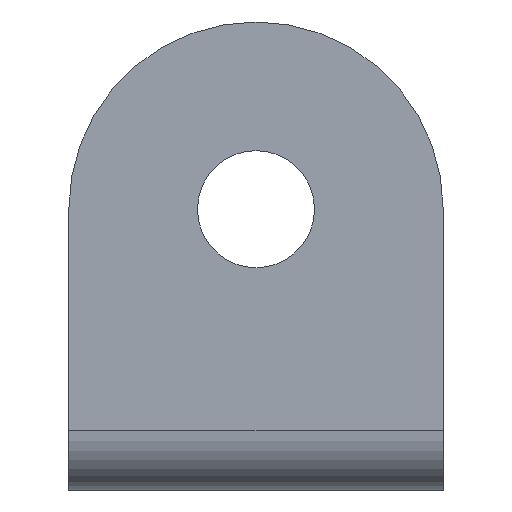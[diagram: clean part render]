
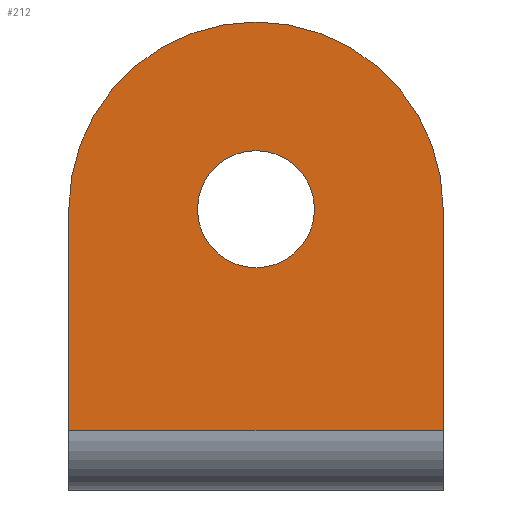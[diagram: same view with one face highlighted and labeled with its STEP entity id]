
A CAD part, front view. The second image highlights one B-rep face of the part: STEP entity #212.
In plain terms, the highlighted planar face has unit normal (0, -1, 0).
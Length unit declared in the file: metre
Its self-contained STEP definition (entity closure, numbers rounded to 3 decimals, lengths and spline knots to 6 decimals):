
#26=CIRCLE('',#246,0.008);
#27=CIRCLE('',#247,0.0025);
#52=ORIENTED_EDGE('',*,*,#99,.T.);
#53=ORIENTED_EDGE('',*,*,#106,.T.);
#54=ORIENTED_EDGE('',*,*,#86,.F.);
#55=ORIENTED_EDGE('',*,*,#107,.T.);
#56=ORIENTED_EDGE('',*,*,#108,.F.);
#86=EDGE_CURVE('',#114,#115,#134,.T.);
#99=EDGE_CURVE('',#126,#125,#142,.T.);
#106=EDGE_CURVE('',#125,#115,#146,.T.);
#107=EDGE_CURVE('',#114,#126,#26,.T.);
#108=EDGE_CURVE('',#132,#132,#27,.T.);
#114=VERTEX_POINT('',#326);
#115=VERTEX_POINT('',#327);
#125=VERTEX_POINT('',#351);
#126=VERTEX_POINT('',#353);
#132=VERTEX_POINT('',#370);
#134=LINE('',#325,#150);
#142=LINE('',#352,#158);
#146=LINE('',#367,#162);
#150=VECTOR('',#261,1.);
#158=VECTOR('',#283,1.);
#162=VECTOR('',#297,1.);
#171=EDGE_LOOP('',(#52,#53,#54,#55));
#172=EDGE_LOOP('',(#56));
#189=FACE_BOUND('',#171,.T.);
#190=FACE_BOUND('',#172,.T.);
#204=PLANE('',#245);
#212=ADVANCED_FACE('',(#189,#190),#204,.F.);
#245=AXIS2_PLACEMENT_3D('',#366,#295,#296);
#246=AXIS2_PLACEMENT_3D('',#368,#298,#299);
#247=AXIS2_PLACEMENT_3D('',#369,#300,#301);
#261=DIRECTION('',(0.,0.,-1.));
#283=DIRECTION('',(0.,0.,-1.));
#295=DIRECTION('',(0.,1.,0.));
#296=DIRECTION('',(-1.,0.,0.));
#297=DIRECTION('',(1.,0.,0.));
#298=DIRECTION('',(0.,-1.,0.));
#299=DIRECTION('',(1.,0.,0.));
#300=DIRECTION('',(0.,-1.,0.));
#301=DIRECTION('',(1.,0.,0.));
#325=CARTESIAN_POINT('',(-0.025225,-0.0228,0.0147));
#326=CARTESIAN_POINT('',(-0.025225,-0.0228,0.0247));
#327=CARTESIAN_POINT('',(-0.025225,-0.0228,0.01524));
#351=CARTESIAN_POINT('',(-0.041225,-0.0228,0.01524));
#352=CARTESIAN_POINT('',(-0.041225,-0.0228,0.0147));
#353=CARTESIAN_POINT('',(-0.041225,-0.0228,0.0247));
#366=CARTESIAN_POINT('',(-0.033225,-0.0228,0.0147));
#367=CARTESIAN_POINT('',(-0.033225,-0.0228,0.01524));
#368=CARTESIAN_POINT('',(-0.033225,-0.0228,0.0247));
#369=CARTESIAN_POINT('',(-0.033225,-0.0228,0.0247));
#370=CARTESIAN_POINT('',(-0.030725,-0.0228,0.0247));
